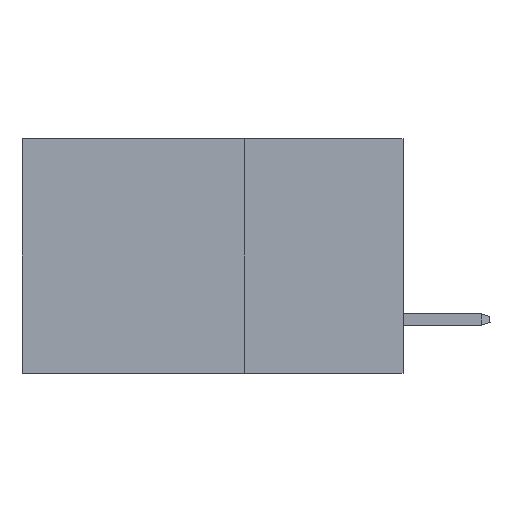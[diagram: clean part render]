
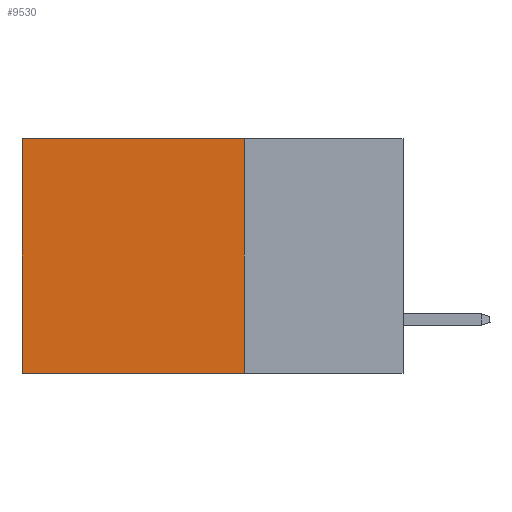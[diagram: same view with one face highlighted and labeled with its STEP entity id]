
A CAD part, left-side view. The second image highlights one B-rep face of the part: STEP entity #9530.
In plain terms, the highlighted planar face has unit normal (-1, 0, 0).
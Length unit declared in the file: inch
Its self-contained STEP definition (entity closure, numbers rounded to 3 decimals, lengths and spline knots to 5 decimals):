
#1810 = DIRECTION ( 'NONE',  ( 0., 0., -1. ) ) ;
#3848 = LINE ( 'NONE', #21958, #44609 ) ;
#4880 = FACE_OUTER_BOUND ( 'NONE', #9923, .T. ) ;
#5073 = EDGE_CURVE ( 'NONE', #32565, #39713, #3848, .T. ) ;
#5912 = CARTESIAN_POINT ( 'NONE',  ( 0.2875, 0.6, -0.37 ) ) ;
#7622 = ORIENTED_EDGE ( 'NONE', *, *, #41270, .F. ) ;
#7719 = VERTEX_POINT ( 'NONE', #5912 ) ;
#9197 = CARTESIAN_POINT ( 'NONE',  ( 0.2875, 0.6, 0. ) ) ;
#9530 = ADVANCED_FACE ( 'NONE', ( #4880 ), #23449, .F. ) ;
#9923 = EDGE_LOOP ( 'NONE', ( #33211, #7622, #30395, #30385 ) ) ;
#9944 = CARTESIAN_POINT ( 'NONE',  ( 0.2875, 0.25, 0. ) ) ;
#12097 = DIRECTION ( 'NONE',  ( 0., 1., 0. ) ) ;
#12550 = CARTESIAN_POINT ( 'NONE',  ( 0.2875, 0.25, 0. ) ) ;
#15367 = CARTESIAN_POINT ( 'NONE',  ( 0.2875, 0.25, 0. ) ) ;
#15842 = DIRECTION ( 'NONE',  ( 1., 0., 0. ) ) ;
#16108 = LINE ( 'NONE', #9197, #43004 ) ;
#16229 = LINE ( 'NONE', #30524, #29325 ) ;
#21958 = CARTESIAN_POINT ( 'NONE',  ( 0.2875, 0.25, 0. ) ) ;
#22675 = EDGE_CURVE ( 'NONE', #32565, #42084, #37122, .T. ) ;
#23449 = PLANE ( 'NONE',  #45409 ) ;
#29325 = VECTOR ( 'NONE', #34570, 39.37008 ) ;
#29820 = CARTESIAN_POINT ( 'NONE',  ( 0.2875, 0.25, -0.37 ) ) ;
#29889 = CARTESIAN_POINT ( 'NONE',  ( 0.2875, 0.6, 0. ) ) ;
#30385 = ORIENTED_EDGE ( 'NONE', *, *, #22675, .T. ) ;
#30395 = ORIENTED_EDGE ( 'NONE', *, *, #5073, .F. ) ;
#30524 = CARTESIAN_POINT ( 'NONE',  ( 0.2875, 0.25, -0.37 ) ) ;
#32565 = VERTEX_POINT ( 'NONE', #9944 ) ;
#33211 = ORIENTED_EDGE ( 'NONE', *, *, #41763, .T. ) ;
#34411 = DIRECTION ( 'NONE',  ( 0., 0., -1. ) ) ;
#34570 = DIRECTION ( 'NONE',  ( 0., 1., 0. ) ) ;
#36496 = DIRECTION ( 'NONE',  ( 0., 0., -1. ) ) ;
#37122 = LINE ( 'NONE', #12550, #41803 ) ;
#39713 = VERTEX_POINT ( 'NONE', #29820 ) ;
#41270 = EDGE_CURVE ( 'NONE', #39713, #7719, #16229, .T. ) ;
#41763 = EDGE_CURVE ( 'NONE', #42084, #7719, #16108, .T. ) ;
#41803 = VECTOR ( 'NONE', #12097, 39.37008 ) ;
#42084 = VERTEX_POINT ( 'NONE', #29889 ) ;
#43004 = VECTOR ( 'NONE', #1810, 39.37008 ) ;
#44609 = VECTOR ( 'NONE', #36496, 39.37008 ) ;
#45409 = AXIS2_PLACEMENT_3D ( 'NONE', #15367, #15842, #34411 ) ;
